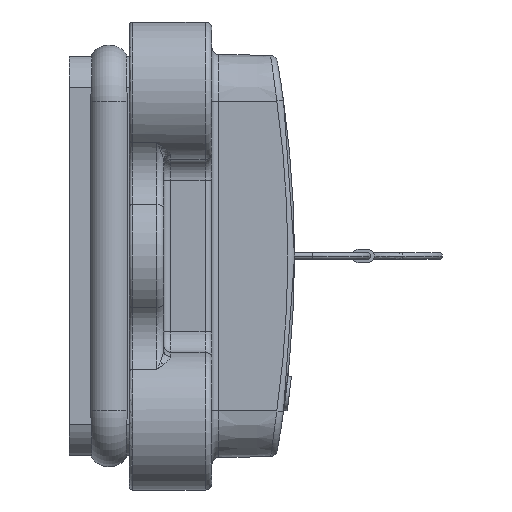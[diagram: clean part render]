
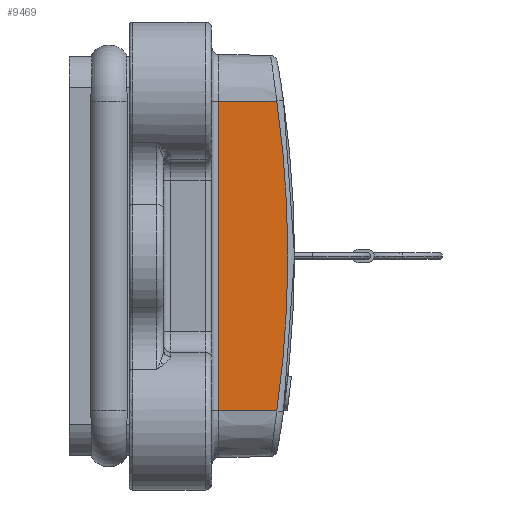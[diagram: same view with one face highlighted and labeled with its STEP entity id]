
A CAD part, left-side view. The second image highlights one B-rep face of the part: STEP entity #9469.
In plain terms, the highlighted planar face has unit normal (-1, -0.018, 0).
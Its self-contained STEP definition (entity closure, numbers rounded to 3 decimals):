
#1337=DIRECTION('',(-0.018,1.,0.));
#1338=VECTOR('',#1337,8.436);
#1339=CARTESIAN_POINT('',(-37.134,-21.417,
-22.5));
#1340=LINE('',#1339,#1338);
#1365=CARTESIAN_POINT('',(-39.882,135.931,
0.));
#1366=DIRECTION('',(-1.,-0.017,0.));
#1367=DIRECTION('',(0.017,-1.,0.));
#1368=AXIS2_PLACEMENT_3D('',#1365,#1366,#1367);
#1373=CARTESIAN_POINT('',(-39.882,135.931,
0.));
#1374=DIRECTION('',(-1.,-0.017,0.));
#1375=DIRECTION('',(0.017,-0.99,-0.142));
#1376=AXIS2_PLACEMENT_3D('',#1373,#1374,#1375);
#1412=DIRECTION('',(0.018,-1.,0.));
#1413=VECTOR('',#1412,8.436);
#1414=CARTESIAN_POINT('',(-37.283,-12.983,22.5));
#1415=LINE('',#1414,#1413);
#1744=DIRECTION('',(0.,0.,1.));
#1745=VECTOR('',#1744,45.);
#1746=CARTESIAN_POINT('',(-37.283,-12.983,
-22.5));
#1747=LINE('',#1746,#1745);
#7899=CARTESIAN_POINT('',(-37.283,-12.983,22.5));
#7900=CARTESIAN_POINT('',(-37.134,-21.417,
22.5));
#7901=VERTEX_POINT('',#7899);
#7902=VERTEX_POINT('',#7900);
#7903=CARTESIAN_POINT('',(-37.283,-12.983,
-22.5));
#7904=VERTEX_POINT('',#7903);
#7905=CARTESIAN_POINT('',(-37.134,-21.417,
-22.5));
#7906=VERTEX_POINT('',#7905);
#7907=CARTESIAN_POINT('',(-37.108,-23.017,
0.));
#7908=VERTEX_POINT('',#7907);
#9453=CARTESIAN_POINT('',(-37.3,-12.,-25.879));
#9454=DIRECTION('',(1.,0.017,0.));
#9455=DIRECTION('',(0.,0.,1.));
#9456=AXIS2_PLACEMENT_3D('',#9453,#9454,#9455);
#9457=PLANE('',#9456);
#9459=ORIENTED_EDGE('',*,*,#9458,.T.);
#9461=ORIENTED_EDGE('',*,*,#9460,.F.);
#9463=ORIENTED_EDGE('',*,*,#9462,.F.);
#9464=ORIENTED_EDGE('',*,*,#9443,.T.);
#9466=ORIENTED_EDGE('',*,*,#9465,.T.);
#9467=EDGE_LOOP('',(#9459,#9461,#9463,#9464,#9466));
#9468=FACE_OUTER_BOUND('',#9467,.F.);
#9469=ADVANCED_FACE('',(#9468),#9457,.F.);
#1369=CIRCLE('',#1368,158.972);
#1377=CIRCLE('',#1376,158.973);
#9443=EDGE_CURVE('',#7906,#7904,#1340,.T.);
#9458=EDGE_CURVE('',#7901,#7902,#1415,.T.);
#9460=EDGE_CURVE('',#7908,#7902,#1369,.T.);
#9462=EDGE_CURVE('',#7906,#7908,#1377,.T.);
#9465=EDGE_CURVE('',#7904,#7901,#1747,.T.);
